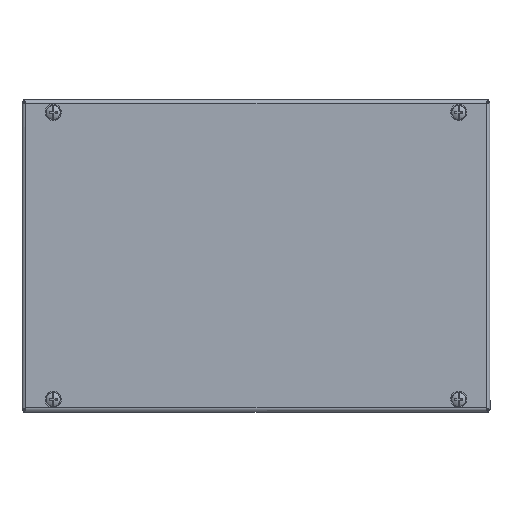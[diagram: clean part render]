
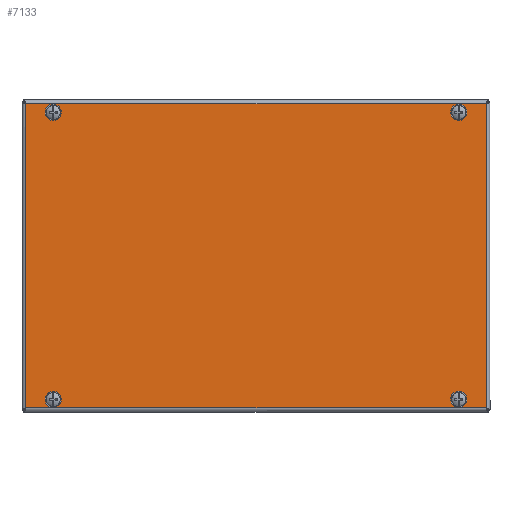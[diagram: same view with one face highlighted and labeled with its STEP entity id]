
A CAD part, top view. The second image highlights one B-rep face of the part: STEP entity #7133.
In plain terms, the highlighted face is planar.
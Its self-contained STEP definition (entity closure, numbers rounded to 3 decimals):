
#440=LINE('',#10549,#975);
#441=LINE('',#10551,#976);
#442=LINE('',#10553,#977);
#443=LINE('',#10554,#978);
#975=VECTOR('',#8494,1000.);
#976=VECTOR('',#8495,1000.);
#977=VECTOR('',#8496,1000.);
#978=VECTOR('',#8497,1000.);
#1545=PLANE('',#7666);
#1955=FACE_BOUND('',#2592,.T.);
#1956=FACE_BOUND('',#2593,.T.);
#1957=FACE_BOUND('',#2594,.T.);
#1958=FACE_BOUND('',#2595,.T.);
#2074=FACE_OUTER_BOUND('',#2591,.T.);
#2591=EDGE_LOOP('',(#5121,#5122,#5123,#5124));
#2592=EDGE_LOOP('',(#5125));
#2593=EDGE_LOOP('',(#5126));
#2594=EDGE_LOOP('',(#5127));
#2595=EDGE_LOOP('',(#5128));
#3177=CIRCLE('',#7655,4.);
#3179=CIRCLE('',#7658,4.);
#3181=CIRCLE('',#7661,4.);
#3183=CIRCLE('',#7664,4.);
#3462=VERTEX_POINT('',#10520);
#3464=VERTEX_POINT('',#10525);
#3466=VERTEX_POINT('',#10530);
#3468=VERTEX_POINT('',#10535);
#3473=VERTEX_POINT('',#10547);
#3474=VERTEX_POINT('',#10548);
#3475=VERTEX_POINT('',#10550);
#3476=VERTEX_POINT('',#10552);
#4077=EDGE_CURVE('',#3462,#3462,#3177,.T.);
#4079=EDGE_CURVE('',#3464,#3464,#3179,.T.);
#4081=EDGE_CURVE('',#3466,#3466,#3181,.T.);
#4083=EDGE_CURVE('',#3468,#3468,#3183,.T.);
#4088=EDGE_CURVE('',#3473,#3474,#440,.T.);
#4089=EDGE_CURVE('',#3474,#3475,#441,.T.);
#4090=EDGE_CURVE('',#3475,#3476,#442,.T.);
#4091=EDGE_CURVE('',#3476,#3473,#443,.T.);
#5121=ORIENTED_EDGE('',*,*,#4088,.T.);
#5122=ORIENTED_EDGE('',*,*,#4089,.T.);
#5123=ORIENTED_EDGE('',*,*,#4090,.T.);
#5124=ORIENTED_EDGE('',*,*,#4091,.T.);
#5125=ORIENTED_EDGE('',*,*,#4077,.F.);
#5126=ORIENTED_EDGE('',*,*,#4079,.F.);
#5127=ORIENTED_EDGE('',*,*,#4081,.F.);
#5128=ORIENTED_EDGE('',*,*,#4083,.F.);
#7133=ADVANCED_FACE('',(#2074,#1955,#1956,#1957,#1958),#1545,.F.);
#7655=AXIS2_PLACEMENT_3D('',#10521,#8466,#8467);
#7658=AXIS2_PLACEMENT_3D('',#10526,#8472,#8473);
#7661=AXIS2_PLACEMENT_3D('',#10531,#8478,#8479);
#7664=AXIS2_PLACEMENT_3D('',#10536,#8484,#8485);
#7666=AXIS2_PLACEMENT_3D('',#10546,#8492,#8493);
#8466=DIRECTION('center_axis',(0.,0.,-1.));
#8467=DIRECTION('ref_axis',(1.,0.,0.));
#8472=DIRECTION('center_axis',(0.,0.,-1.));
#8473=DIRECTION('ref_axis',(-1.,0.,0.));
#8478=DIRECTION('center_axis',(0.,0.,-1.));
#8479=DIRECTION('ref_axis',(1.,0.,0.));
#8484=DIRECTION('center_axis',(0.,0.,-1.));
#8485=DIRECTION('ref_axis',(-1.,0.,0.));
#8492=DIRECTION('center_axis',(0.,0.,1.));
#8493=DIRECTION('ref_axis',(1.,0.,0.));
#8494=DIRECTION('',(-1.,0.,0.));
#8495=DIRECTION('',(0.,1.,0.));
#8496=DIRECTION('',(1.,0.,0.));
#8497=DIRECTION('',(0.,-1.,0.));
#10520=CARTESIAN_POINT('',(126.,-92.,0.));
#10521=CARTESIAN_POINT('Origin',(130.,-92.,0.));
#10525=CARTESIAN_POINT('',(-134.,-92.,0.));
#10526=CARTESIAN_POINT('Origin',(-130.,-92.,0.));
#10530=CARTESIAN_POINT('',(-134.,92.,0.));
#10531=CARTESIAN_POINT('Origin',(-130.,92.,0.));
#10535=CARTESIAN_POINT('',(126.,92.,0.));
#10536=CARTESIAN_POINT('Origin',(130.,92.,0.));
#10546=CARTESIAN_POINT('Origin',(-150.,100.,0.));
#10547=CARTESIAN_POINT('',(147.5,-97.5,0.));
#10548=CARTESIAN_POINT('',(-147.5,-97.5,0.));
#10549=CARTESIAN_POINT('',(148.743,-97.5,0.));
#10550=CARTESIAN_POINT('',(-147.5,97.5,0.));
#10551=CARTESIAN_POINT('',(-147.5,-98.743,0.));
#10552=CARTESIAN_POINT('',(147.5,97.5,0.));
#10553=CARTESIAN_POINT('',(-148.743,97.5,0.));
#10554=CARTESIAN_POINT('',(147.5,98.743,0.));
